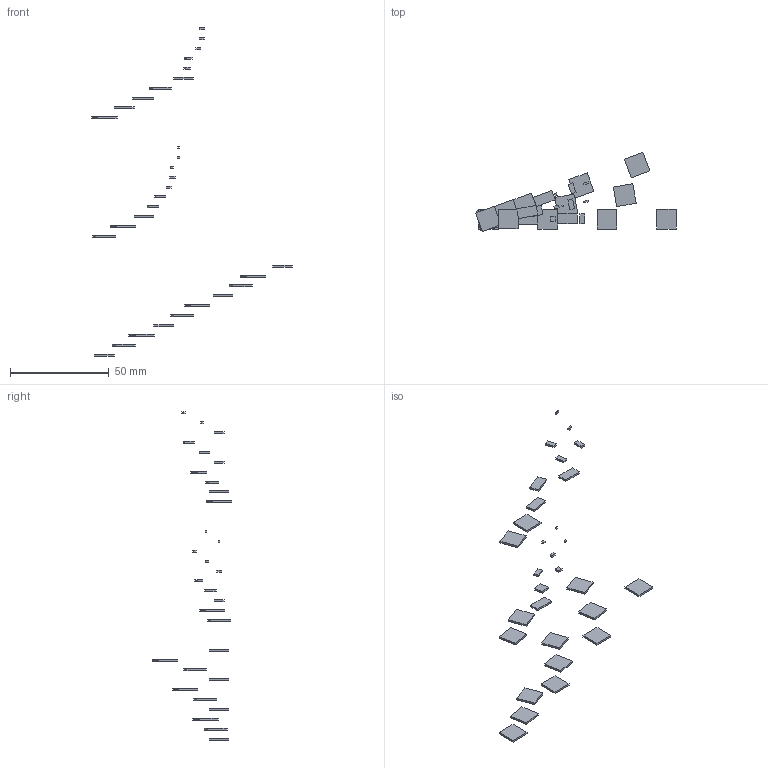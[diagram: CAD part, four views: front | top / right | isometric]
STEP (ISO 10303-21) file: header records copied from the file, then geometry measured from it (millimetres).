
FILE_DESCRIPTION(('Open CASCADE Model'),'2;1');
FILE_NAME('Open CASCADE Shape Model','2024-06-01T11:44:30',('Author'),( 'Open CASCADE'),'Open CASCADE STEP processor 7.7','Open CASCADE 7.7' ,'Unknown');
FILE_SCHEMA(('AUTOMOTIVE_DESIGN { 1 0 10303 214 1 1 1 1 }'));
Length unit declared in the file: millimetre
Products named in the file (31): Open CASCADE STEP translator 7.7 5; Open CASCADE STEP translator 7.7 5.1; Open CASCADE STEP translator 7.7 5.2; Open CASCADE STEP translator 7.7 5.3; Open CASCADE STEP translator 7.7 5.4; Open CASCADE STEP translator 7.7 5.5; Open CASCADE STEP translator 7.7 5.6; Open CASCADE STEP translator 7.7 5.7; Open CASCADE STEP translator 7.7 5.8; Open CASCADE STEP translator 7.7 5.9; Open CASCADE STEP translator 7.7 5.10; Open CASCADE STEP translator 7.7 5.11; Open CASCADE STEP translator 7.7 5.12; Open CASCADE STEP translator 7.7 5.13; Open CASCADE STEP translator 7.7 5.14; Open CASCADE STEP translator 7.7 5.15; Open CASCADE STEP translator 7.7 5.16; Open CASCADE STEP translator 7.7 5.17; Open CASCADE STEP translator 7.7 5.18; Open CASCADE STEP translator 7.7 5.19; Open CASCADE STEP translator 7.7 5.20; Open CASCADE STEP translator 7.7 5.21; Open CASCADE STEP translator 7.7 5.22; Open CASCADE STEP translator 7.7 5.23; Open CASCADE STEP translator 7.7 5.24; Open CASCADE STEP translator 7.7 5.25; Open CASCADE STEP translator 7.7 5.26; Open CASCADE STEP translator 7.7 5.27; Open CASCADE STEP translator 7.7 5.28; Open CASCADE STEP translator 7.7 5.29; Open CASCADE STEP translator 7.7 5.30
Assembly tree (30 placements, depth 2):
  Open CASCADE STEP translator 7.7 5
    Open CASCADE STEP translator 7.7 5.1
    Open CASCADE STEP translator 7.7 5.2
    Open CASCADE STEP translator 7.7 5.3
    Open CASCADE STEP translator 7.7 5.4
    Open CASCADE STEP translator 7.7 5.5
    Open CASCADE STEP translator 7.7 5.6
    Open CASCADE STEP translator 7.7 5.7
    Open CASCADE STEP translator 7.7 5.8
    Open CASCADE STEP translator 7.7 5.9
    Open CASCADE STEP translator 7.7 5.10
    Open CASCADE STEP translator 7.7 5.11
    Open CASCADE STEP translator 7.7 5.12
    Open CASCADE STEP translator 7.7 5.13
    Open CASCADE STEP translator 7.7 5.14
    Open CASCADE STEP translator 7.7 5.15
    Open CASCADE STEP translator 7.7 5.16
    Open CASCADE STEP translator 7.7 5.17
    Open CASCADE STEP translator 7.7 5.18
    Open CASCADE STEP translator 7.7 5.19
    Open CASCADE STEP translator 7.7 5.20
    Open CASCADE STEP translator 7.7 5.21
    Open CASCADE STEP translator 7.7 5.22
    Open CASCADE STEP translator 7.7 5.23
    Open CASCADE STEP translator 7.7 5.24
    Open CASCADE STEP translator 7.7 5.25
    Open CASCADE STEP translator 7.7 5.26
    Open CASCADE STEP translator 7.7 5.27
    Open CASCADE STEP translator 7.7 5.28
    Open CASCADE STEP translator 7.7 5.29
    Open CASCADE STEP translator 7.7 5.30
Bounding box: 101.41 x 40.18 x 166 mm (x, y, z)
Volume: 1691.3 mm3; surface area: 4184.6 mm2
Topology: 30 solids, 30 shells, 180 faces, 360 edges, 240 vertices
Faces by surface type: plane 180
Entity records: 9736 total; most frequent: CARTESIAN_POINT 1531, DIRECTION 1502, LINE 1080, VECTOR 1080, ORIENTED_EDGE 720, PCURVE 720, DEFINITIONAL_REPRESENTATION 720, EDGE_CURVE 360
